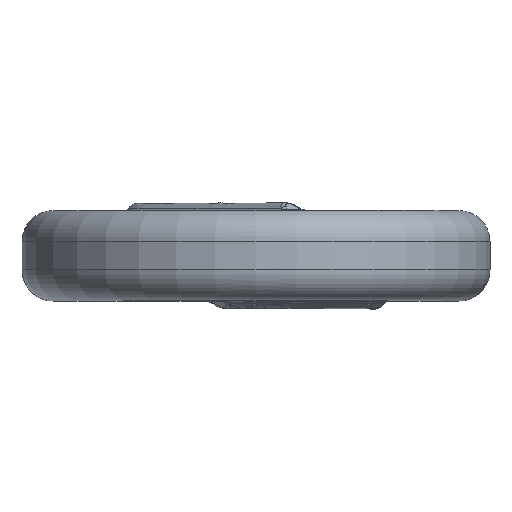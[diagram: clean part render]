
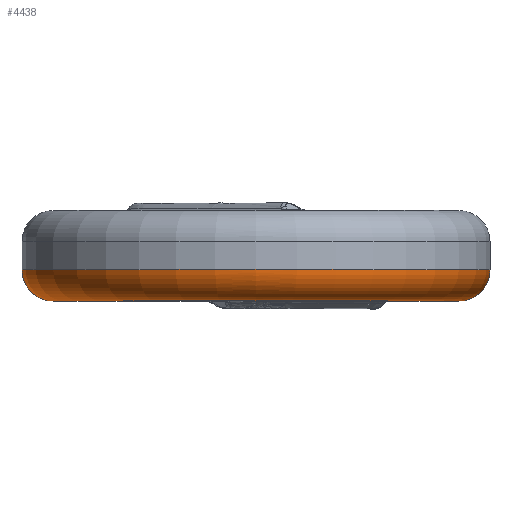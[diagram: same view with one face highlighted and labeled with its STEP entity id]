
A CAD part, top view. The second image highlights one B-rep face of the part: STEP entity #4438.
In plain terms, the highlighted toroidal (fillet/blend) face has major radius 6.5 mm and minor radius 1 mm.
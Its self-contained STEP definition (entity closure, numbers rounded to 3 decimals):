
#26=TOROIDAL_SURFACE('',#4584,6.5,1.);
#65=CIRCLE('',#4583,7.5);
#66=CIRCLE('',#4585,6.5);
#1270=ORIENTED_EDGE('',*,*,#1909,.F.);
#1271=ORIENTED_EDGE('',*,*,#1896,.T.);
#1272=ORIENTED_EDGE('',*,*,#1893,.T.);
#1273=ORIENTED_EDGE('',*,*,#1910,.F.);
#1274=ORIENTED_EDGE('',*,*,#1899,.T.);
#1893=EDGE_CURVE('',#2233,#2232,#2494,.T.);
#1896=EDGE_CURVE('',#2235,#2233,#2496,.T.);
#1899=EDGE_CURVE('',#2237,#2235,#2498,.T.);
#1909=EDGE_CURVE('',#2244,#2244,#65,.T.);
#1910=EDGE_CURVE('',#2237,#2232,#66,.F.);
#2232=VERTEX_POINT('',#9331);
#2233=VERTEX_POINT('',#9346);
#2235=VERTEX_POINT('',#9399);
#2237=VERTEX_POINT('',#9437);
#2244=VERTEX_POINT('',#9587);
#2494=B_SPLINE_CURVE_WITH_KNOTS('',3,(#9352,#9353,#9354,#9355),
 .UNSPECIFIED.,.F.,.F.,(4,4),(0.,0.),.UNSPECIFIED.);
#2496=B_SPLINE_CURVE_WITH_KNOTS('',3,(#9414,#9415,#9416,#9417,#9418,#9419,
#9420,#9421,#9422,#9423),.UNSPECIFIED.,.F.,.F.,(4,1,1,1,1,1,1,4),(0.,0.001,
0.001,0.002,0.002,0.002,
0.003,0.003),.UNSPECIFIED.);
#2498=B_SPLINE_CURVE_WITH_KNOTS('',3,(#9443,#9444,#9445,#9446),
 .UNSPECIFIED.,.F.,.F.,(4,4),(0.,0.001),
 .UNSPECIFIED.);
#2709=EDGE_LOOP('',(#1270));
#2710=EDGE_LOOP('',(#1271,#1272,#1273,#1274));
#2917=FACE_BOUND('',#2709,.T.);
#2918=FACE_BOUND('',#2710,.T.);
#4438=ADVANCED_FACE('',(#2917,#2918),#26,.T.);
#4583=AXIS2_PLACEMENT_3D('',#9586,#5002,#5003);
#4584=AXIS2_PLACEMENT_3D('',#9588,#5004,#5005);
#4585=AXIS2_PLACEMENT_3D('',#9589,#5006,#5007);
#5002=DIRECTION('',(0.,1.,0.));
#5003=DIRECTION('',(0.,0.,1.));
#5004=DIRECTION('',(0.,1.,0.));
#5005=DIRECTION('',(0.,0.,1.));
#5006=DIRECTION('',(0.,1.,0.));
#5007=DIRECTION('',(0.,0.,1.));
#9331=CARTESIAN_POINT('',(3.232,-1.45,-5.64));
#9346=CARTESIAN_POINT('',(3.221,-1.444,-5.771));
#9352=CARTESIAN_POINT('',(3.221,-1.444,-5.771));
#9353=CARTESIAN_POINT('',(3.228,-1.448,-5.727));
#9354=CARTESIAN_POINT('',(3.232,-1.45,-5.684));
#9355=CARTESIAN_POINT('',(3.232,-1.45,-5.64));
#9399=CARTESIAN_POINT('',(4.311,-1.221,-5.688));
#9414=CARTESIAN_POINT('',(4.311,-1.221,-5.688));
#9415=CARTESIAN_POINT('',(4.326,-1.065,-5.913));
#9416=CARTESIAN_POINT('',(4.213,-0.736,-6.184));
#9417=CARTESIAN_POINT('',(3.772,-0.559,-6.479));
#9418=CARTESIAN_POINT('',(3.411,-0.575,-6.677));
#9419=CARTESIAN_POINT('',(3.045,-0.84,-6.799));
#9420=CARTESIAN_POINT('',(3.024,-1.213,-6.522));
#9421=CARTESIAN_POINT('',(3.136,-1.375,-6.164));
#9422=CARTESIAN_POINT('',(3.201,-1.432,-5.905));
#9423=CARTESIAN_POINT('',(3.221,-1.444,-5.771));
#9437=CARTESIAN_POINT('',(4.156,-1.45,-4.998));
#9443=CARTESIAN_POINT('',(4.156,-1.45,-4.998));
#9444=CARTESIAN_POINT('',(4.205,-1.45,-5.247));
#9445=CARTESIAN_POINT('',(4.296,-1.365,-5.48));
#9446=CARTESIAN_POINT('',(4.311,-1.221,-5.688));
#9586=CARTESIAN_POINT('',(0.,-0.45,0.));
#9587=CARTESIAN_POINT('',(0.,-0.45,7.5));
#9588=CARTESIAN_POINT('',(0.,-0.45,0.));
#9589=CARTESIAN_POINT('',(0.,-1.45,0.));
